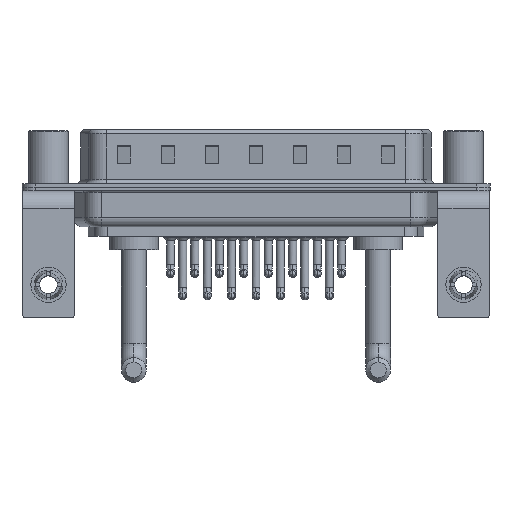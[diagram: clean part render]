
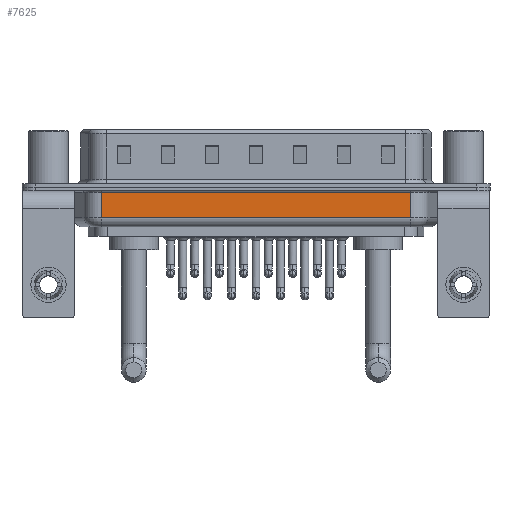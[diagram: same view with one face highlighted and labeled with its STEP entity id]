
A CAD part, front view. The second image highlights one B-rep face of the part: STEP entity #7625.
In plain terms, the highlighted planar face has unit normal (0, -1, 0).
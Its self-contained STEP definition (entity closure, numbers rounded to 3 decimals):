
#1135 = VECTOR ( 'NONE', #28489, 1000. ) ;
#4262 = VECTOR ( 'NONE', #21872, 1000. ) ;
#4345 = VERTEX_POINT ( 'NONE', #11593 ) ;
#4576 = DIRECTION ( 'NONE',  ( 0., 1., 0. ) ) ;
#5082 = DIRECTION ( 'NONE',  ( 1., 0., 0. ) ) ;
#5937 = LINE ( 'NONE', #28290, #4262 ) ;
#5987 = CARTESIAN_POINT ( 'NONE',  ( 41.044, -5.35, -4.5 ) ) ;
#6626 = PLANE ( 'NONE',  #7962 ) ;
#7124 = EDGE_CURVE ( 'NONE', #4345, #19173, #5937, .T. ) ;
#7625 = ADVANCED_FACE ( 'NONE', ( #17604 ), #6626, .F. ) ;
#7962 = AXIS2_PLACEMENT_3D ( 'NONE', #21984, #4576, #26938 ) ;
#8047 = LINE ( 'NONE', #5987, #1135 ) ;
#8490 = ORIENTED_EDGE ( 'NONE', *, *, #7124, .F. ) ;
#8545 = ORIENTED_EDGE ( 'NONE', *, *, #25521, .T. ) ;
#8890 = CARTESIAN_POINT ( 'NONE',  ( 6.006, -5.35, -0.65 ) ) ;
#10305 = EDGE_CURVE ( 'NONE', #26731, #19173, #17942, .T. ) ;
#11593 = CARTESIAN_POINT ( 'NONE',  ( 6.006, -5.35, -3.5 ) ) ;
#12964 = VERTEX_POINT ( 'NONE', #25500 ) ;
#15427 = VECTOR ( 'NONE', #5082, 1000. ) ;
#16216 = CARTESIAN_POINT ( 'NONE',  ( 6.006, -5.35, -3.5 ) ) ;
#17604 = FACE_OUTER_BOUND ( 'NONE', #25064, .T. ) ;
#17942 = LINE ( 'NONE', #8890, #23467 ) ;
#19173 = VERTEX_POINT ( 'NONE', #26384 ) ;
#20583 = LINE ( 'NONE', #16216, #15427 ) ;
#21872 = DIRECTION ( 'NONE',  ( 0., 0., 1. ) ) ;
#21984 = CARTESIAN_POINT ( 'NONE',  ( 6.006, -5.35, -4.5 ) ) ;
#22066 = CARTESIAN_POINT ( 'NONE',  ( 41.044, -5.35, -0.65 ) ) ;
#23467 = VECTOR ( 'NONE', #28887, 1000. ) ;
#23679 = ORIENTED_EDGE ( 'NONE', *, *, #10305, .T. ) ;
#25064 = EDGE_LOOP ( 'NONE', ( #8490, #8545, #28120, #23679 ) ) ;
#25500 = CARTESIAN_POINT ( 'NONE',  ( 41.044, -5.35, -3.5 ) ) ;
#25521 = EDGE_CURVE ( 'NONE', #4345, #12964, #20583, .T. ) ;
#26384 = CARTESIAN_POINT ( 'NONE',  ( 6.006, -5.35, -0.65 ) ) ;
#26585 = EDGE_CURVE ( 'NONE', #12964, #26731, #8047, .T. ) ;
#26731 = VERTEX_POINT ( 'NONE', #22066 ) ;
#26938 = DIRECTION ( 'NONE',  ( 0., 0., 1. ) ) ;
#28120 = ORIENTED_EDGE ( 'NONE', *, *, #26585, .T. ) ;
#28290 = CARTESIAN_POINT ( 'NONE',  ( 6.006, -5.35, -4.5 ) ) ;
#28489 = DIRECTION ( 'NONE',  ( 0., 0., 1. ) ) ;
#28887 = DIRECTION ( 'NONE',  ( -1., 0., 0. ) ) ;
